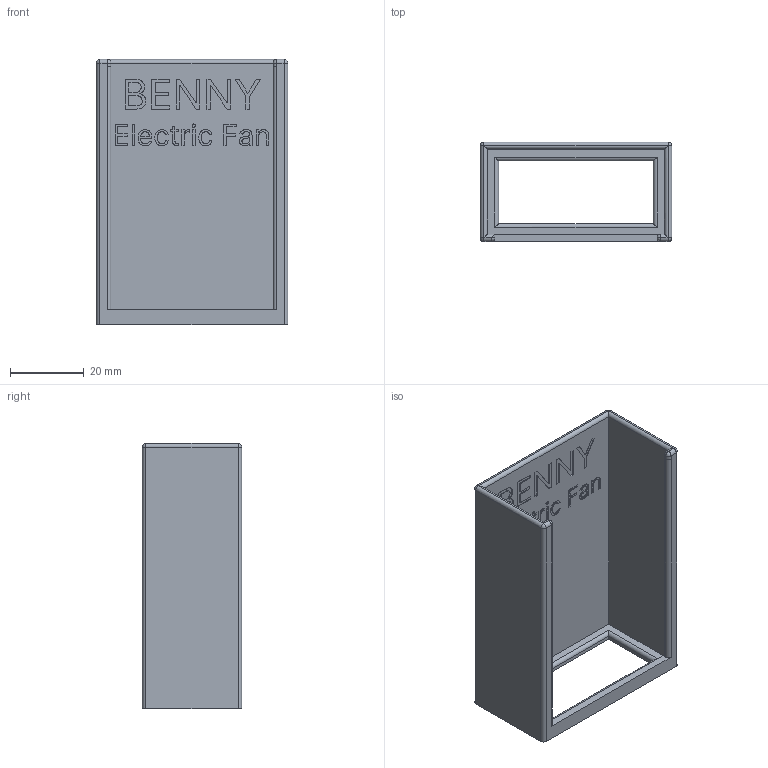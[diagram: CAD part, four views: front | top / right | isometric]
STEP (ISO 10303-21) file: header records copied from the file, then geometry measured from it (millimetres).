
FILE_DESCRIPTION(('HOOPS Exchange Step'),'2;1');
FILE_NAME('071-v1.stp','2024-09-14T23:17:18+07:00',('nguye'),('Unknown organisation'),'HOOPS Exchange 2023.2','HOOPS Exchange','Unknown authorisation');
FILE_SCHEMA( ('AP203_CONFIGURATION_CONTROLLED_3D_DESIGN_OF_MECHANICAL_PARTS_AND_ASSEMBLIES_MIM_LF') );
Length unit declared in the file: millimetre
Products named in the file (1): 071-v1-w-text
Bounding box: 52 x 27 x 72 mm (x, y, z)
Volume: 16186.4 mm3; surface area: 16952.6 mm2
Topology: 1 solids, 1 shells, 364 faces, 996 edges, 648 vertices
Faces by surface type: plane 176, bspline 156, cylinder 25, sphere 7
Entity records: 12462 total; most frequent: CARTESIAN_POINT 4315, ORIENTED_EDGE 1978, DIRECTION 1134, EDGE_CURVE 989, VERTEX_POINT 648, VECTOR 638, LINE 638, EDGE_LOOP 387
